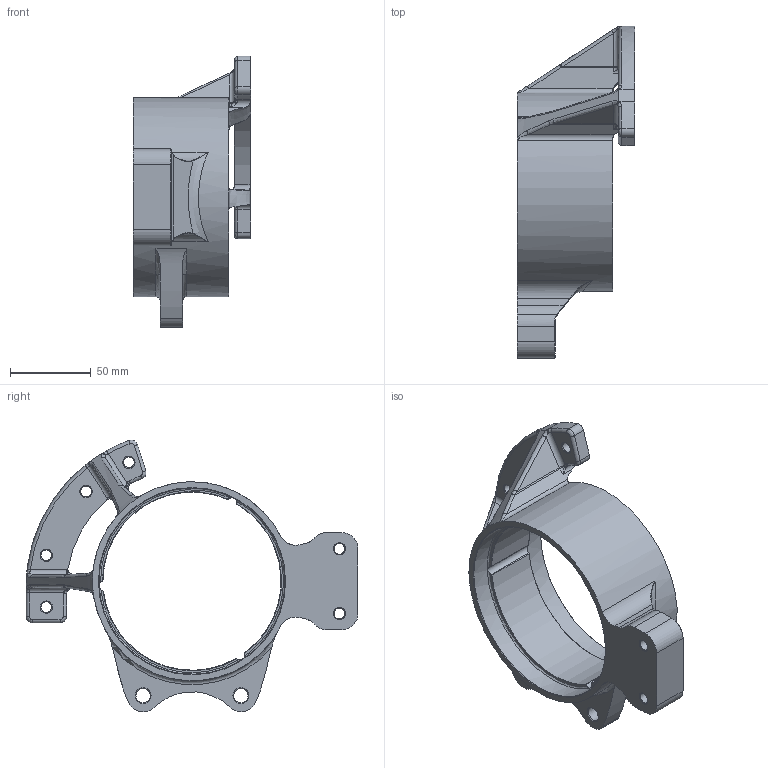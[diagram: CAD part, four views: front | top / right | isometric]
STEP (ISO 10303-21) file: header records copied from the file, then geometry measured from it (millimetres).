
FILE_DESCRIPTION(/* description */ (''),/* implementation_level */ '2;1');
FILE_NAME(/* name */ 'Rear_Left_Upright_2019 v4.step',/* time_stamp */ '2022-10-12T15:44:37+11:00',/* author */ (''),/* organization */ (''),/* preprocessor_version */ 'ST-DEVELOPER v19',/* originating_system */ 'Autodesk Translation Framework v11.7.0.108',/* authorisation */ '');
FILE_SCHEMA (('AUTOMOTIVE_DESIGN { 1 0 10303 214 3 1 1 }'));
Length unit declared in the file: millimetre
Products named in the file (2): Rear_Left_Upright_2019; Rear_Upright v10 v8 v10_Rear_Upright v10 v8 v10 v1
Assembly tree (1 placements, depth 2):
  Rear_Left_Upright_2019
    Rear_Upright v10 v8 v10_Rear_Upright v10 v8 v10 v1
Bounding box: 72.35 x 205 x 167.75 mm (x, y, z)
Volume: 252078.2 mm3; surface area: 73731.4 mm2
Topology: 1 solids, 1 shells, 226 faces, 570 edges, 341 vertices
Faces by surface type: bspline 69, cylinder 64, plane 44, cone 31, torus 14, sphere 4
Full cylindrical faces by diameter (mm): 6.6 x6, 8.8 x2, 115 x2
Entity records: 9281 total; most frequent: CARTESIAN_POINT 4182, ORIENTED_EDGE 1132, DIRECTION 943, EDGE_CURVE 566, AXIS2_PLACEMENT_3D 378, VERTEX_POINT 341, EDGE_LOOP 245, FACE_OUTER_BOUND 226
